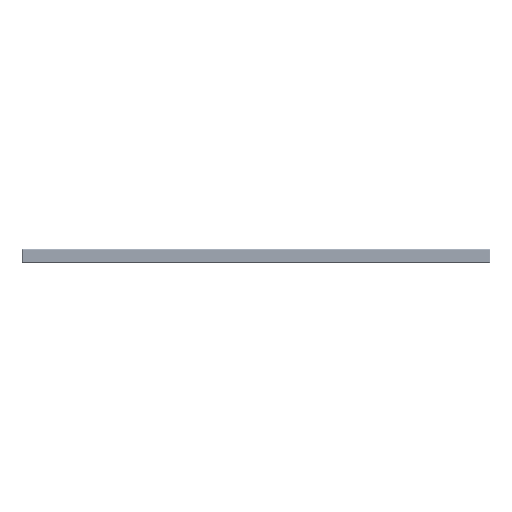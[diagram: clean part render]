
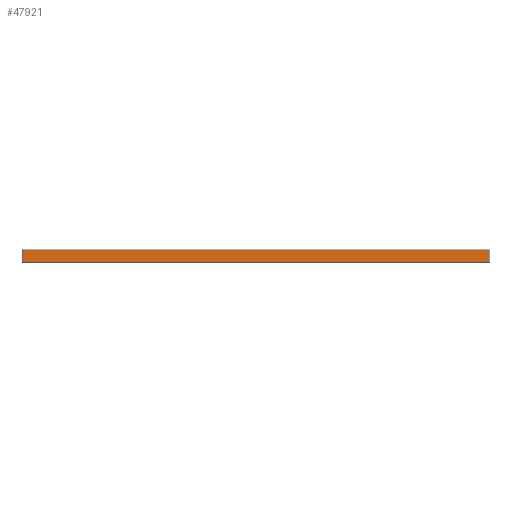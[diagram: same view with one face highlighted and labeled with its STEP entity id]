
A CAD part, front view. The second image highlights one B-rep face of the part: STEP entity #47921.
In plain terms, the highlighted planar face has unit normal (0, -1, 0).
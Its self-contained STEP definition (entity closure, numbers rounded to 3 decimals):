
#7651=LINE('',#236141,#21423);
#7652=LINE('',#236144,#21424);
#7653=LINE('',#236146,#21425);
#7654=LINE('',#236148,#21426);
#21423=VECTOR('',#189020,1.);
#21424=VECTOR('',#189021,1.);
#21425=VECTOR('',#189022,1.);
#21426=VECTOR('',#189023,1.);
#47921=ADVANCED_FACE('',(#60587),#55640,.T.);
#55640=PLANE('',#167984);
#60587=FACE_OUTER_BOUND('',#68303,.T.);
#68303=EDGE_LOOP('',(#86067,#86068,#86069,#86070));
#86067=ORIENTED_EDGE('',*,*,#141081,.T.);
#86068=ORIENTED_EDGE('',*,*,#141082,.T.);
#86069=ORIENTED_EDGE('',*,*,#141083,.T.);
#86070=ORIENTED_EDGE('',*,*,#141084,.T.);
#124456=VERTEX_POINT('',#236142);
#124457=VERTEX_POINT('',#236143);
#124458=VERTEX_POINT('',#236145);
#124459=VERTEX_POINT('',#236147);
#141081=EDGE_CURVE('',#124456,#124457,#7651,.T.);
#141082=EDGE_CURVE('',#124457,#124458,#7652,.T.);
#141083=EDGE_CURVE('',#124458,#124459,#7653,.T.);
#141084=EDGE_CURVE('',#124459,#124456,#7654,.T.);
#167984=AXIS2_PLACEMENT_3D('',#236149,#189024,#189025);
#189020=DIRECTION('',(0.,0.,1.));
#189021=DIRECTION('',(-1.,0.,0.));
#189022=DIRECTION('',(0.,0.,-1.));
#189023=DIRECTION('',(1.,0.,0.));
#189024=DIRECTION('',(0.,-1.,0.));
#189025=DIRECTION('',(0.,0.,1.));
#236141=CARTESIAN_POINT('',(359.5,7.4,8.));
#236142=CARTESIAN_POINT('',(359.5,7.4,-2.5));
#236143=CARTESIAN_POINT('',(359.5,7.4,7.5));
#236144=CARTESIAN_POINT('',(180.,7.4,7.5));
#236145=CARTESIAN_POINT('',(0.5,7.4,7.5));
#236146=CARTESIAN_POINT('',(0.5,7.4,8.));
#236147=CARTESIAN_POINT('',(0.5,7.4,-2.5));
#236148=CARTESIAN_POINT('',(180.,7.4,-2.5));
#236149=CARTESIAN_POINT('',(180.,7.4,8.));
